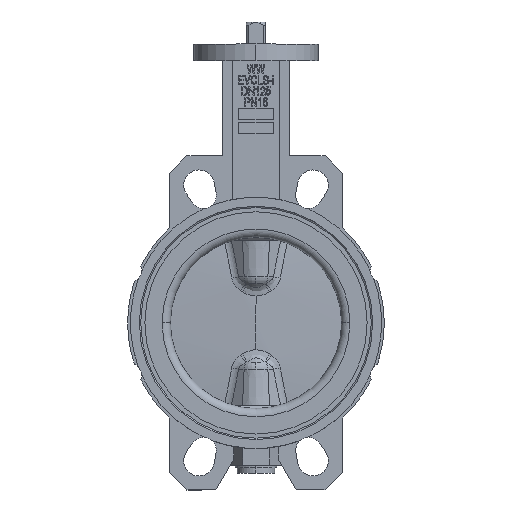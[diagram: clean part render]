
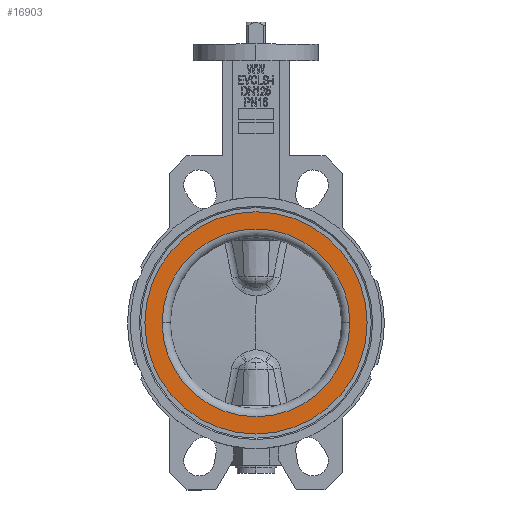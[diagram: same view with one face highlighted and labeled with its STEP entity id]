
A CAD part, top view. The second image highlights one B-rep face of the part: STEP entity #16903.
In plain terms, the highlighted planar face has unit normal (0, 0, 1).
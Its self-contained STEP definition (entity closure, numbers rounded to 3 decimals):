
#10 = AXIS2_PLACEMENT_3D ( 'NONE', #19976, #13967, #23833 ) ;
#1873 = EDGE_CURVE ( 'NONE', #19144, #19496, #8641, .T. ) ;
#2631 = VERTEX_POINT ( 'NONE', #10954 ) ;
#3626 = AXIS2_PLACEMENT_3D ( 'NONE', #22306, #7421, #17800 ) ;
#4453 = DIRECTION ( 'NONE',  ( 1., 0., 0. ) ) ;
#4542 = CARTESIAN_POINT ( 'NONE',  ( 0., 0., 29. ) ) ;
#7421 = DIRECTION ( 'NONE',  ( 0., 0., 1. ) ) ;
#7891 = ORIENTED_EDGE ( 'NONE', *, *, #1873, .F. ) ;
#7938 = CIRCLE ( 'NONE', #12007, 80.5 ) ;
#8022 = CARTESIAN_POINT ( 'NONE',  ( 0., 68., 29. ) ) ;
#8109 = PLANE ( 'NONE',  #15239 ) ;
#8641 = CIRCLE ( 'NONE', #3626, 68. ) ;
#10671 = CARTESIAN_POINT ( 'NONE',  ( 68., 0., 29. ) ) ;
#10954 = CARTESIAN_POINT ( 'NONE',  ( 80.5, 0., 29. ) ) ;
#11996 = DIRECTION ( 'NONE',  ( -1., 0., 0. ) ) ;
#12007 = AXIS2_PLACEMENT_3D ( 'NONE', #4542, #12572, #4453 ) ;
#12403 = CARTESIAN_POINT ( 'NONE',  ( -80.5, 0., 29. ) ) ;
#12572 = DIRECTION ( 'NONE',  ( 0., 0., 1. ) ) ;
#13967 = DIRECTION ( 'NONE',  ( 0., 0., 1. ) ) ;
#14514 = EDGE_LOOP ( 'NONE', ( #18439, #7891 ) ) ;
#15239 = AXIS2_PLACEMENT_3D ( 'NONE', #8022, #20242, #11996 ) ;
#16464 = EDGE_LOOP ( 'NONE', ( #20012, #26180 ) ) ;
#16903 = ADVANCED_FACE ( 'NONE', ( #21468, #18001 ), #8109, .F. ) ;
#17800 = DIRECTION ( 'NONE',  ( 1., 0., 0. ) ) ;
#17927 = VERTEX_POINT ( 'NONE', #12403 ) ;
#18001 = FACE_OUTER_BOUND ( 'NONE', #16464, .T. ) ;
#18439 = ORIENTED_EDGE ( 'NONE', *, *, #22417, .F. ) ;
#18628 = DIRECTION ( 'NONE',  ( 0., 0., 1. ) ) ;
#18980 = DIRECTION ( 'NONE',  ( 1., 0., 0. ) ) ;
#19144 = VERTEX_POINT ( 'NONE', #23351 ) ;
#19496 = VERTEX_POINT ( 'NONE', #10671 ) ;
#19851 = EDGE_CURVE ( 'NONE', #2631, #17927, #21955, .T. ) ;
#19976 = CARTESIAN_POINT ( 'NONE',  ( 0., 0., 29. ) ) ;
#20010 = CIRCLE ( 'NONE', #22069, 68. ) ;
#20012 = ORIENTED_EDGE ( 'NONE', *, *, #19851, .T. ) ;
#20242 = DIRECTION ( 'NONE',  ( 0., 0., -1. ) ) ;
#21468 = FACE_BOUND ( 'NONE', #14514, .T. ) ;
#21955 = CIRCLE ( 'NONE', #10, 80.5 ) ;
#22069 = AXIS2_PLACEMENT_3D ( 'NONE', #22855, #18628, #18980 ) ;
#22306 = CARTESIAN_POINT ( 'NONE',  ( 0., 0., 29. ) ) ;
#22417 = EDGE_CURVE ( 'NONE', #19496, #19144, #20010, .T. ) ;
#22855 = CARTESIAN_POINT ( 'NONE',  ( 0., 0., 29. ) ) ;
#23194 = EDGE_CURVE ( 'NONE', #17927, #2631, #7938, .T. ) ;
#23351 = CARTESIAN_POINT ( 'NONE',  ( -68., 0., 29. ) ) ;
#23833 = DIRECTION ( 'NONE',  ( 1., 0., 0. ) ) ;
#26180 = ORIENTED_EDGE ( 'NONE', *, *, #23194, .T. ) ;
